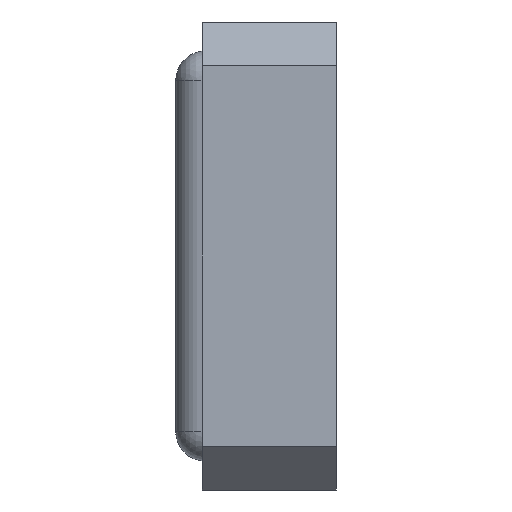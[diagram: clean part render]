
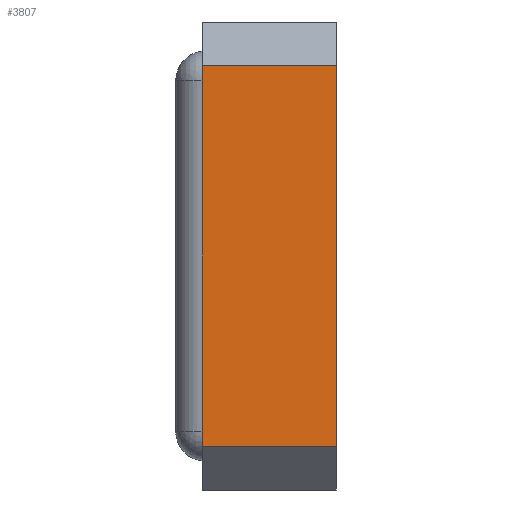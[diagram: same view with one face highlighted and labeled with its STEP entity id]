
A CAD part, left-side view. The second image highlights one B-rep face of the part: STEP entity #3807.
In plain terms, the highlighted planar face has unit normal (-1, 0, 0).
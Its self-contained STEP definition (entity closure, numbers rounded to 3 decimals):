
#62 = DIRECTION ( 'NONE',  ( 1., 0., 0. ) ) ;
#113 = EDGE_CURVE ( 'NONE', #2183, #790, #222, .T. ) ;
#222 = LINE ( 'NONE', #6829, #5782 ) ;
#549 = CARTESIAN_POINT ( 'NONE',  ( -2.5, 0.917, -1.6 ) ) ;
#559 = VECTOR ( 'NONE', #3777, 1000. ) ;
#590 = VERTEX_POINT ( 'NONE', #2840 ) ;
#755 = EDGE_CURVE ( 'NONE', #590, #2183, #762, .T. ) ;
#762 = LINE ( 'NONE', #2368, #3469 ) ;
#790 = VERTEX_POINT ( 'NONE', #2100 ) ;
#1051 = ORIENTED_EDGE ( 'NONE', *, *, #755, .T. ) ;
#1079 = ORIENTED_EDGE ( 'NONE', *, *, #1323, .T. ) ;
#1267 = PLANE ( 'NONE',  #3678 ) ;
#1323 = EDGE_CURVE ( 'NONE', #790, #1905, #6259, .T. ) ;
#1383 = DIRECTION ( 'NONE',  ( 0., 0., -1. ) ) ;
#1905 = VERTEX_POINT ( 'NONE', #4120 ) ;
#2071 = ORIENTED_EDGE ( 'NONE', *, *, #5062, .F. ) ;
#2100 = CARTESIAN_POINT ( 'NONE',  ( -2.5, 0., 1.3 ) ) ;
#2183 = VERTEX_POINT ( 'NONE', #5326 ) ;
#2217 = DIRECTION ( 'NONE',  ( 0., -1., 0. ) ) ;
#2368 = CARTESIAN_POINT ( 'NONE',  ( -2.5, 0.917, -1.3 ) ) ;
#2662 = LINE ( 'NONE', #549, #6745 ) ;
#2840 = CARTESIAN_POINT ( 'NONE',  ( -2.5, 0.917, -1.3 ) ) ;
#3429 = FACE_OUTER_BOUND ( 'NONE', #6427, .T. ) ;
#3469 = VECTOR ( 'NONE', #2217, 1000. ) ;
#3497 = CARTESIAN_POINT ( 'NONE',  ( -2.5, 0.917, -1.6 ) ) ;
#3678 = AXIS2_PLACEMENT_3D ( 'NONE', #3497, #62, #1383 ) ;
#3777 = DIRECTION ( 'NONE',  ( 0., 1., 0. ) ) ;
#3807 = ADVANCED_FACE ( 'NONE', ( #3429 ), #1267, .F. ) ;
#3887 = CARTESIAN_POINT ( 'NONE',  ( -2.5, 0.917, 1.3 ) ) ;
#4120 = CARTESIAN_POINT ( 'NONE',  ( -2.5, 0.917, 1.3 ) ) ;
#4861 = DIRECTION ( 'NONE',  ( 0., 0., 1. ) ) ;
#5062 = EDGE_CURVE ( 'NONE', #590, #1905, #2662, .T. ) ;
#5326 = CARTESIAN_POINT ( 'NONE',  ( -2.5, 0., -1.3 ) ) ;
#5782 = VECTOR ( 'NONE', #6758, 1000. ) ;
#6259 = LINE ( 'NONE', #3887, #559 ) ;
#6427 = EDGE_LOOP ( 'NONE', ( #2071, #1051, #6994, #1079 ) ) ;
#6745 = VECTOR ( 'NONE', #4861, 1000. ) ;
#6758 = DIRECTION ( 'NONE',  ( 0., 0., 1. ) ) ;
#6829 = CARTESIAN_POINT ( 'NONE',  ( -2.5, 0., -1.6 ) ) ;
#6994 = ORIENTED_EDGE ( 'NONE', *, *, #113, .T. ) ;
